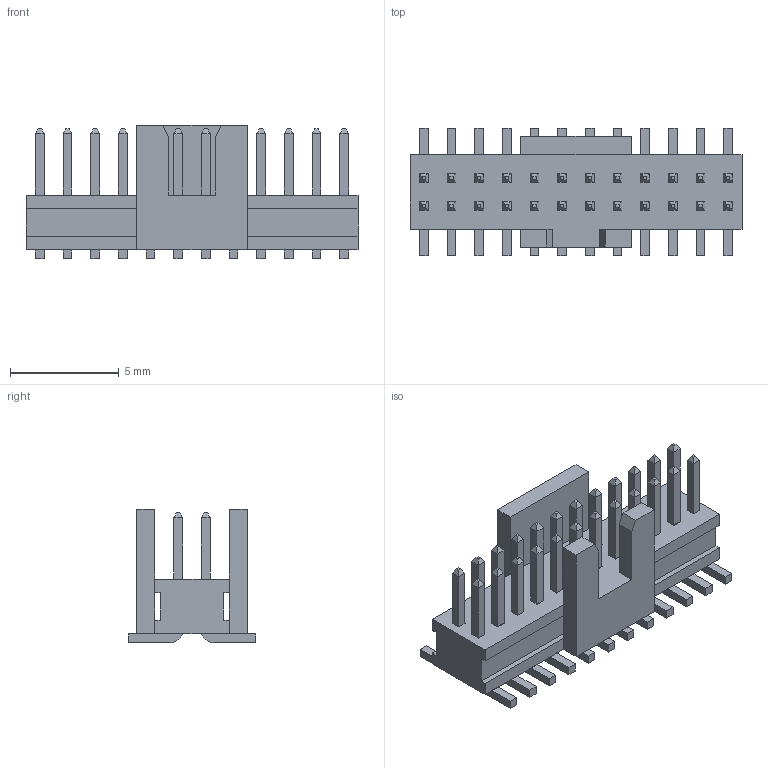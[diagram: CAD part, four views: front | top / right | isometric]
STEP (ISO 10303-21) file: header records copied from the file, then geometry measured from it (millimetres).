
FILE_DESCRIPTION(('FreeCAD Model'),'2;1');
FILE_NAME('Open CASCADE Shape Model','2025-02-16T19:59:57',(''),(''), 'Open CASCADE STEP processor 7.8','FreeCAD','Unknown');
FILE_SCHEMA(('AUTOMOTIVE_DESIGN { 1 0 10303 214 1 1 1 1 }'));
Length unit declared in the file: millimetre
Products named in the file (4): FTSH-112-01-L-DV-K; FTSH-112-01-L-DV-K_body; FTSH-112-01-L-DV-K_pins1; FTSH-112-01-L-DV-K_pins2
Assembly tree (3 placements, depth 2):
  FTSH-112-01-L-DV-K
    FTSH-112-01-L-DV-K_body
    FTSH-112-01-L-DV-K_pins1
    FTSH-112-01-L-DV-K_pins2
Bounding box: 15.24 x 5.84 x 6.12 mm (x, y, z)
Volume: 215.3 mm3; surface area: 798.7 mm2
Topology: 3 solids, 3 shells, 526 faces, 1440 edges, 924 vertices
Faces by surface type: plane 502, cylinder 24
Entity records: 16373 total; most frequent: CARTESIAN_POINT 2894, ORIENTED_EDGE 2880, DIRECTION 2548, EDGE_CURVE 1440, LINE 1392, VECTOR 1392, VERTEX_POINT 924, AXIS2_PLACEMENT_3D 578
